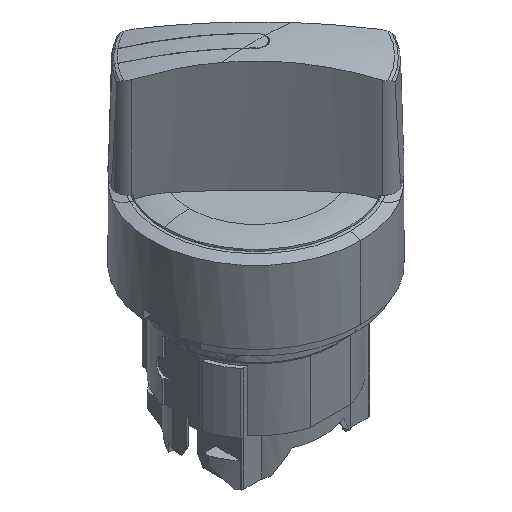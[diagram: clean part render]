
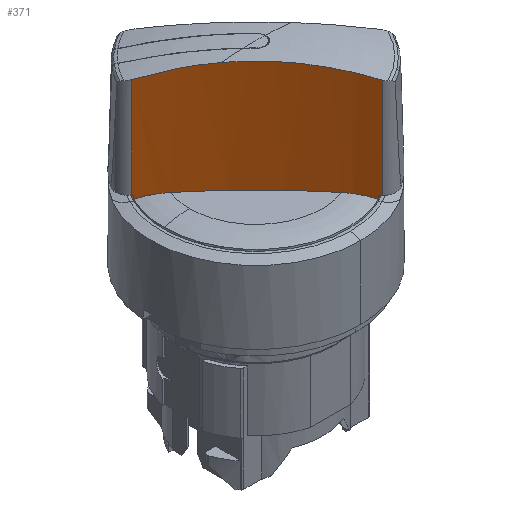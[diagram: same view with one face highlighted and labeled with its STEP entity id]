
A CAD part, isometric view. The second image highlights one B-rep face of the part: STEP entity #371.
In plain terms, the highlighted cylindrical face has radius 77.538 mm (diameter 155.076 mm), a partial arc.
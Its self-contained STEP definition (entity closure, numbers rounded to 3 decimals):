
#371=ADVANCED_FACE('',(#1032),#1033,.F.);
#1032=FACE_OUTER_BOUND('',#1699,.T.);
#1033=CYLINDRICAL_SURFACE('',#1700,77.538);
#1699=EDGE_LOOP('',(#4594,#4595,#4596,#4597,#4598,#4599,#4600,#4601,#4602,#4603,#4604,#4605,#4606,#4607,#4608));
#1700=AXIS2_PLACEMENT_3D('',#4609,#4610,#4611);
#4594=ORIENTED_EDGE('',*,*,#4772,.T.);
#4595=ORIENTED_EDGE('',*,*,#5614,.F.);
#4596=ORIENTED_EDGE('',*,*,#5618,.F.);
#4597=ORIENTED_EDGE('',*,*,#5633,.T.);
#4598=ORIENTED_EDGE('',*,*,#5592,.F.);
#4599=ORIENTED_EDGE('',*,*,#4724,.F.);
#4600=ORIENTED_EDGE('',*,*,#5634,.F.);
#4601=ORIENTED_EDGE('',*,*,#5623,.F.);
#4602=ORIENTED_EDGE('',*,*,#5615,.F.);
#4603=ORIENTED_EDGE('',*,*,#5611,.F.);
#4604=ORIENTED_EDGE('',*,*,#5635,.F.);
#4605=ORIENTED_EDGE('',*,*,#5468,.T.);
#4606=ORIENTED_EDGE('',*,*,#4746,.T.);
#4607=ORIENTED_EDGE('',*,*,#5467,.T.);
#4608=ORIENTED_EDGE('',*,*,#5465,.T.);
#4609=CARTESIAN_POINT('',(-57.13,-57.128,14.49));
#4610=DIRECTION('',(0.0,0.0,-1.0));
#4611=DIRECTION('',(1.0,0.0,0.0));
#4724=EDGE_CURVE('',#5762,#5756,#5764,.T.);
#4746=EDGE_CURVE('',#5807,#5805,#5808,.T.);
#4772=EDGE_CURVE('',#5855,#5853,#5856,.T.);
#5465=EDGE_CURVE('',#6998,#5855,#6999,.T.);
#5467=EDGE_CURVE('',#5805,#6998,#7001,.T.);
#5468=EDGE_CURVE('',#7002,#5807,#7003,.T.);
#5592=EDGE_CURVE('',#5756,#7198,#7199,.T.);
#5611=EDGE_CURVE('',#7224,#7226,#7227,.T.);
#5614=EDGE_CURVE('',#7229,#5853,#7231,.T.);
#5615=EDGE_CURVE('',#7226,#7232,#7233,.T.);
#5618=EDGE_CURVE('',#7236,#7229,#7237,.T.);
#5623=EDGE_CURVE('',#7232,#7244,#7245,.T.);
#5633=EDGE_CURVE('',#7236,#7198,#7258,.T.);
#5634=EDGE_CURVE('',#7244,#5762,#7259,.T.);
#5635=EDGE_CURVE('',#7002,#7224,#7260,.T.);
#5756=VERTEX_POINT('',#7525);
#5762=VERTEX_POINT('',#7538);
#5764=B_SPLINE_CURVE_WITH_KNOTS('',3,(#7545,#7546,#7547,#7548,#7549,#7550),.UNSPECIFIED.,.F.,.F.,(4,2,4),(0.,7.098,8.781),.UNSPECIFIED.);
#5805=VERTEX_POINT('',#7660);
#5807=VERTEX_POINT('',#7662);
#5808=LINE('',#7663,#7664);
#5853=VERTEX_POINT('',#7725);
#5855=VERTEX_POINT('',#7732);
#5856=B_SPLINE_CURVE_WITH_KNOTS('',3,(#7733,#7734,#7735,#7736,#7737,#7738),.UNSPECIFIED.,.F.,.F.,(4,2,4),(3.112,3.156,5.824),.UNSPECIFIED.);
#6998=VERTEX_POINT('',#9602);
#6999=CIRCLE('',#9603,77.538);
#7001=B_SPLINE_CURVE_WITH_KNOTS('',3,(#9605,#9606,#9607,#9608,#9609,#9610),.UNSPECIFIED.,.F.,.F.,(4,2,4),(0.,3.523,3.614),.UNSPECIFIED.);
#7002=VERTEX_POINT('',#9611);
#7003=CIRCLE('',#9612,77.538);
#7198=VERTEX_POINT('',#10098);
#7199=B_SPLINE_CURVE_WITH_KNOTS('',3,(#10099,#10100,#10101,#10102,#10103,#10104,#10105,#10106,#10107,#10108,#10109,#10110,#10111,#10112,#10113,#10114,#10115,#10116,#10117,#10118),.UNSPECIFIED.,.F.,.F.,(4,2,2,2,2,2,2,2,2,4),(8.781,9.751,10.896,11.771,12.598,13.497,14.745,16.289,19.647,24.447),.UNSPECIFIED.);
#7224=VERTEX_POINT('',#10231);
#7226=VERTEX_POINT('',#10233);
#7227=CIRCLE('',#10234,77.538);
#7229=VERTEX_POINT('',#10236);
#7231=LINE('',#10238,#10239);
#7232=VERTEX_POINT('',#10240);
#7233=LINE('',#10241,#10242);
#7236=VERTEX_POINT('',#10245);
#7237=CIRCLE('',#10246,77.538);
#7244=VERTEX_POINT('',#10253);
#7245=CIRCLE('',#10254,77.538);
#7258=LINE('',#10323,#10324);
#7259=LINE('',#10325,#10326);
#7260=LINE('',#10327,#10328);
#7525=CARTESIAN_POINT('',(-4.704,0.001,30.661));
#7538=CARTESIAN_POINT('',(-11.389,5.481,29.26));
#7545=CARTESIAN_POINT('',(-11.389,5.481,29.26));
#7546=CARTESIAN_POINT('',(-9.538,4.129,29.848));
#7547=CARTESIAN_POINT('',(-7.719,2.674,30.267));
#7548=CARTESIAN_POINT('',(-5.532,0.752,30.573));
#7549=CARTESIAN_POINT('',(-5.116,0.379,30.622));
#7550=CARTESIAN_POINT('',(-4.704,0.001,30.661));
#7660=CARTESIAN_POINT('',(-11.254,5.382,15.13));
#7662=CARTESIAN_POINT('',(-11.254,5.382,14.9));
#7663=CARTESIAN_POINT('',(-11.254,5.382,15.015));
#7664=VECTOR('',#10461,1.0);
#7725=CARTESIAN_POINT('',(5.382,-11.253,15.13));
#7732=CARTESIAN_POINT('',(3.214,-8.438,15.63));
#7733=CARTESIAN_POINT('',(3.214,-8.438,15.63));
#7734=CARTESIAN_POINT('',(3.226,-8.453,15.63));
#7735=CARTESIAN_POINT('',(3.238,-8.468,15.63));
#7736=CARTESIAN_POINT('',(3.996,-9.408,15.633));
#7737=CARTESIAN_POINT('',(4.71,-10.338,15.47));
#7738=CARTESIAN_POINT('',(5.382,-11.253,15.13));
#9602=CARTESIAN_POINT('',(-8.438,3.215,15.63));
#9603=AXIS2_PLACEMENT_3D('',#11677,#11678,#11679);
#9605=CARTESIAN_POINT('',(-11.254,5.382,15.13));
#9606=CARTESIAN_POINT('',(-10.347,4.717,15.467));
#9607=CARTESIAN_POINT('',(-9.426,4.01,15.63));
#9608=CARTESIAN_POINT('',(-8.485,3.253,15.63));
#9609=CARTESIAN_POINT('',(-8.461,3.234,15.63));
#9610=CARTESIAN_POINT('',(-8.438,3.215,15.63));
#9611=CARTESIAN_POINT('',(-11.389,5.481,14.9));
#9612=AXIS2_PLACEMENT_3D('',#11683,#11684,#11685);
#10098=CARTESIAN_POINT('',(5.611,-11.567,29.202));
#10099=CARTESIAN_POINT('',(-4.704,0.001,30.661));
#10100=CARTESIAN_POINT('',(-4.467,-0.217,30.683));
#10101=CARTESIAN_POINT('',(-4.23,-0.437,30.703));
#10102=CARTESIAN_POINT('',(-3.717,-0.919,30.737));
#10103=CARTESIAN_POINT('',(-3.442,-1.183,30.752));
#10104=CARTESIAN_POINT('',(-2.958,-1.651,30.769));
#10105=CARTESIAN_POINT('',(-2.75,-1.855,30.774));
#10106=CARTESIAN_POINT('',(-2.347,-2.255,30.778));
#10107=CARTESIAN_POINT('',(-2.152,-2.45,30.777));
#10108=CARTESIAN_POINT('',(-1.748,-2.859,30.771));
#10109=CARTESIAN_POINT('',(-1.539,-3.074,30.765));
#10110=CARTESIAN_POINT('',(-1.042,-3.588,30.745));
#10111=CARTESIAN_POINT('',(-0.756,-3.89,30.727));
#10112=CARTESIAN_POINT('',(-0.122,-4.569,30.676));
#10113=CARTESIAN_POINT('',(0.225,-4.947,30.639));
#10114=CARTESIAN_POINT('',(1.312,-6.158,30.497));
#10115=CARTESIAN_POINT('',(2.036,-7.001,30.361));
#10116=CARTESIAN_POINT('',(3.743,-9.075,29.936));
#10117=CARTESIAN_POINT('',(4.701,-10.314,29.607));
#10118=CARTESIAN_POINT('',(5.611,-11.567,29.202));
#10231=CARTESIAN_POINT('',(-11.389,5.481,14.904));
#10233=CARTESIAN_POINT('',(-11.254,5.383,14.904));
#10234=AXIS2_PLACEMENT_3D('',#11886,#11887,#11888);
#10236=CARTESIAN_POINT('',(5.382,-11.253,15.634));
#10238=CARTESIAN_POINT('',(5.382,-11.253,15.269));
#10239=VECTOR('',#11895,1.0);
#10240=CARTESIAN_POINT('',(-11.254,5.383,15.634));
#10241=CARTESIAN_POINT('',(-11.254,5.383,15.269));
#10242=VECTOR('',#11896,1.0);
#10245=CARTESIAN_POINT('',(5.611,-11.567,15.634));
#10246=AXIS2_PLACEMENT_3D('',#11903,#11904,#11905);
#10253=CARTESIAN_POINT('',(-11.389,5.481,15.634));
#10254=AXIS2_PLACEMENT_3D('',#11918,#11919,#11920);
#10323=CARTESIAN_POINT('',(5.611,-11.567,14.49));
#10324=VECTOR('',#11936,1.0);
#10325=CARTESIAN_POINT('',(-11.389,5.481,14.49));
#10326=VECTOR('',#11937,1.0);
#10327=CARTESIAN_POINT('',(-11.389,5.481,14.49));
#10328=VECTOR('',#11938,1.0);
#10461=DIRECTION('',(0.,0.,1.0));
#11677=CARTESIAN_POINT('',(-57.13,-57.128,15.63));
#11678=DIRECTION('',(0.,0.,-1.0));
#11679=DIRECTION('',(1.0,0.,0.));
#11683=CARTESIAN_POINT('',(-57.13,-57.128,14.9));
#11684=DIRECTION('',(0.,0.,-1.0));
#11685=DIRECTION('',(1.0,0.,0.));
#11886=CARTESIAN_POINT('',(-57.13,-57.128,14.904));
#11887=DIRECTION('',(0.,0.,-1.0));
#11888=DIRECTION('',(1.0,0.,0.));
#11895=DIRECTION('',(0.,-0.0,-1.0));
#11896=DIRECTION('',(0.,0.0,1.0));
#11903=CARTESIAN_POINT('',(-57.13,-57.128,15.634));
#11904=DIRECTION('',(0.,0.,1.0));
#11905=DIRECTION('',(1.0,0.,0.));
#11918=CARTESIAN_POINT('',(-57.13,-57.128,15.634));
#11919=DIRECTION('',(0.,0.,1.0));
#11920=DIRECTION('',(1.0,0.,0.));
#11936=DIRECTION('',(0.0,0.0,1.0));
#11937=DIRECTION('',(0.0,0.0,1.0));
#11938=DIRECTION('',(0.0,0.0,1.0));
